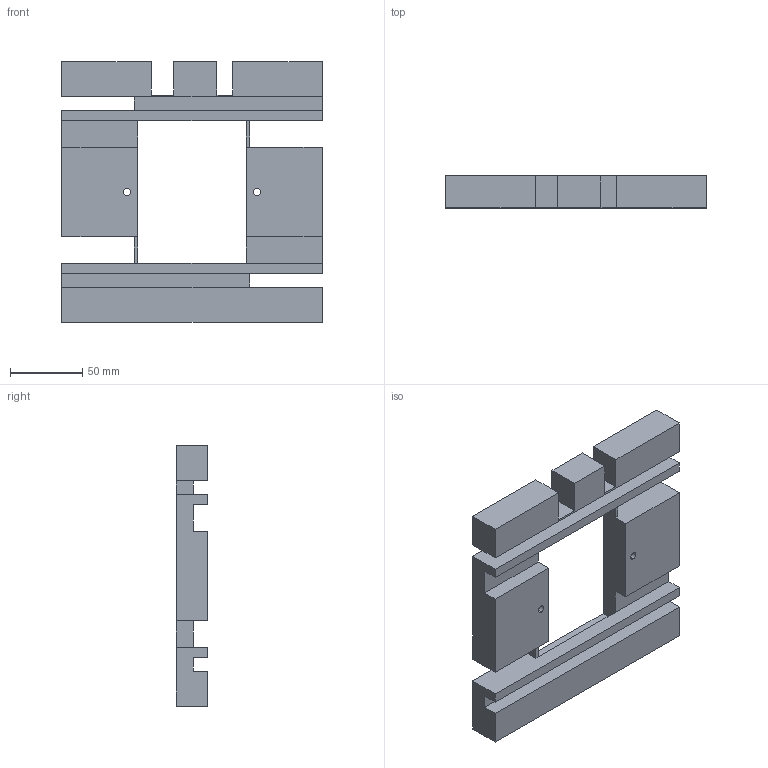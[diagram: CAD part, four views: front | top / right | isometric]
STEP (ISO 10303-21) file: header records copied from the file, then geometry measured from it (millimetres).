
FILE_DESCRIPTION (( 'STEP AP214' ), '1' );
FILE_NAME ('SWP-MAIN-BASE.STEP', '2025-05-10T00:14:30', ( '' ), ( '' ), 'SwSTEP 2.0', 'SolidWorks 2024', '' );
FILE_SCHEMA (( 'AUTOMOTIVE_DESIGN' ));
Length unit declared in the file: millimetre
Products named in the file (1): SWP-MAIN-BASE
Bounding box: 180 x 22 x 180 mm (x, y, z)
Volume: 416016.4 mm3; surface area: 84133.6 mm2
Topology: 1 solids, 1 shells, 54 faces, 154 edges, 101 vertices
Faces by surface type: plane 50, cylinder 4
Entity records: 1761 total; most frequent: CARTESIAN_POINT 310, ORIENTED_EDGE 308, DIRECTION 272, EDGE_CURVE 154, VECTOR 146, LINE 146, VERTEX_POINT 101, AXIS2_PLACEMENT_3D 63
